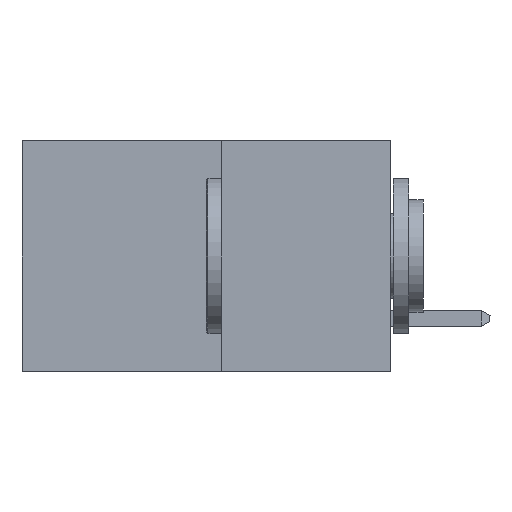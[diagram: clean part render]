
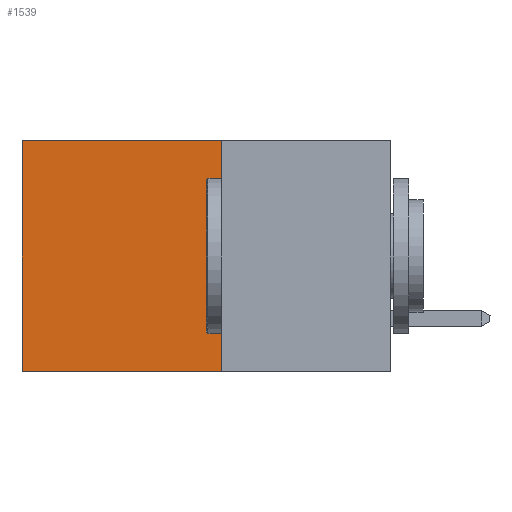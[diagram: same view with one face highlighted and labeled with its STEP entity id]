
A CAD part, left-side view. The second image highlights one B-rep face of the part: STEP entity #1539.
In plain terms, the highlighted planar face has unit normal (-1, 0, 0).
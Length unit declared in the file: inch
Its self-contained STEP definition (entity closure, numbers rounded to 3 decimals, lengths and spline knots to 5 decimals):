
#1539 = ADVANCED_FACE ( 'NONE', ( #11612 ), #12502, .F. ) ;
#1741 = LINE ( 'NONE', #25812, #23829 ) ;
#2154 = EDGE_CURVE ( 'NONE', #22228, #21751, #18467, .T. ) ;
#2622 = VECTOR ( 'NONE', #11185, 39.37008 ) ;
#3878 = CARTESIAN_POINT ( 'NONE',  ( 0.277, 0.27, -0.37 ) ) ;
#4009 = CARTESIAN_POINT ( 'NONE',  ( 0.277, 0.59, -0.37 ) ) ;
#4160 = VECTOR ( 'NONE', #8412, 39.37008 ) ;
#8412 = DIRECTION ( 'NONE',  ( 0., 0., -1. ) ) ;
#8475 = LINE ( 'NONE', #15519, #2622 ) ;
#9275 = VERTEX_POINT ( 'NONE', #12877 ) ;
#9369 = ORIENTED_EDGE ( 'NONE', *, *, #22212, .T. ) ;
#10012 = LINE ( 'NONE', #4009, #4160 ) ;
#11185 = DIRECTION ( 'NONE',  ( 0., 0., -1. ) ) ;
#11612 = FACE_OUTER_BOUND ( 'NONE', #21832, .T. ) ;
#12224 = ORIENTED_EDGE ( 'NONE', *, *, #22275, .T. ) ;
#12468 = EDGE_CURVE ( 'NONE', #13835, #22228, #8475, .T. ) ;
#12502 = PLANE ( 'NONE',  #15862 ) ;
#12685 = CARTESIAN_POINT ( 'NONE',  ( 0.277, 0.27, -0.37 ) ) ;
#12758 = ORIENTED_EDGE ( 'NONE', *, *, #12468, .F. ) ;
#12877 = CARTESIAN_POINT ( 'NONE',  ( 0.277, 0.59, 0. ) ) ;
#13835 = VERTEX_POINT ( 'NONE', #23749 ) ;
#15519 = CARTESIAN_POINT ( 'NONE',  ( 0.277, 0.27, -0.37 ) ) ;
#15842 = ORIENTED_EDGE ( 'NONE', *, *, #2154, .F. ) ;
#15862 = AXIS2_PLACEMENT_3D ( 'NONE', #3878, #18773, #16844 ) ;
#16844 = DIRECTION ( 'NONE',  ( 0., 0., -1. ) ) ;
#18467 = LINE ( 'NONE', #20110, #24360 ) ;
#18773 = DIRECTION ( 'NONE',  ( 1., 0., 0. ) ) ;
#19128 = DIRECTION ( 'NONE',  ( 0., 1., 0. ) ) ;
#19916 = CARTESIAN_POINT ( 'NONE',  ( 0.277, 0.59, -0.37 ) ) ;
#19969 = DIRECTION ( 'NONE',  ( 0., 1., 0. ) ) ;
#20110 = CARTESIAN_POINT ( 'NONE',  ( 0.277, 0.27, -0.37 ) ) ;
#21751 = VERTEX_POINT ( 'NONE', #19916 ) ;
#21832 = EDGE_LOOP ( 'NONE', ( #12224, #15842, #12758, #9369 ) ) ;
#22212 = EDGE_CURVE ( 'NONE', #13835, #9275, #1741, .T. ) ;
#22228 = VERTEX_POINT ( 'NONE', #12685 ) ;
#22275 = EDGE_CURVE ( 'NONE', #9275, #21751, #10012, .T. ) ;
#23749 = CARTESIAN_POINT ( 'NONE',  ( 0.277, 0.27, 0. ) ) ;
#23829 = VECTOR ( 'NONE', #19128, 39.37008 ) ;
#24360 = VECTOR ( 'NONE', #19969, 39.37008 ) ;
#25812 = CARTESIAN_POINT ( 'NONE',  ( 0.277, 0.27, 0. ) ) ;
